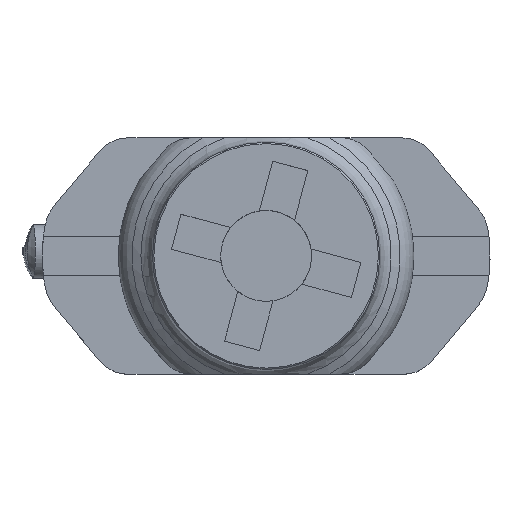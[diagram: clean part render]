
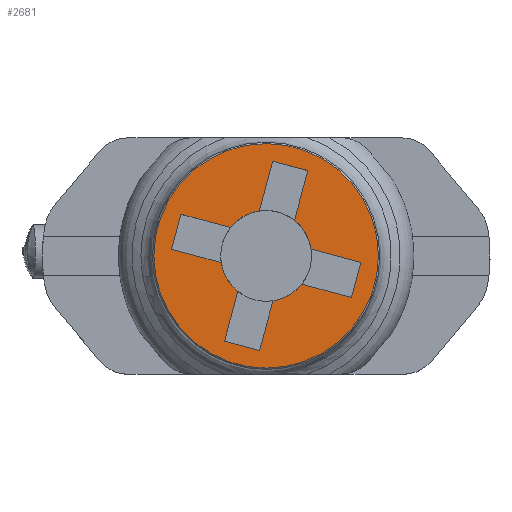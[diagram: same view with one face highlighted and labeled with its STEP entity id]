
A CAD part, top view. The second image highlights one B-rep face of the part: STEP entity #2681.
In plain terms, the highlighted planar face has unit normal (0, 0, 1).
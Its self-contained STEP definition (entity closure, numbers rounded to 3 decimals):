
#380=PLANE('',#8514);
#1111=LINE('',#11832,#1894);
#1114=LINE('',#11838,#1897);
#1118=LINE('',#11847,#1901);
#1123=LINE('',#11859,#1906);
#1124=LINE('',#11861,#1907);
#1129=LINE('',#11873,#1912);
#1134=LINE('',#11896,#1917);
#1135=LINE('',#11898,#1918);
#1136=LINE('',#11900,#1919);
#1137=LINE('',#11902,#1920);
#1138=LINE('',#11903,#1921);
#1139=LINE('',#11905,#1922);
#1894=VECTOR('',#9356,1.);
#1897=VECTOR('',#9361,1.);
#1901=VECTOR('',#9367,1.);
#1906=VECTOR('',#9378,1.);
#1907=VECTOR('',#9381,1.);
#1912=VECTOR('',#9392,1.);
#1917=VECTOR('',#9415,1.);
#1918=VECTOR('',#9416,1.);
#1919=VECTOR('',#9417,1.);
#1920=VECTOR('',#9418,1.);
#1921=VECTOR('',#9419,1.);
#1922=VECTOR('',#9420,1.);
#2681=ADVANCED_FACE('',(#3172,#3173),#380,.T.);
#3172=FACE_BOUND('',#3317,.T.);
#3173=FACE_BOUND('',#3318,.T.);
#3317=EDGE_LOOP('',(#3969,#3970,#3971,#3972,#3973,#3974,#3975,#3976,#3977,
#3978,#3979,#3980,#3981,#3982,#3983,#3984));
#3318=EDGE_LOOP('',(#3985));
#3969=ORIENTED_EDGE('',*,*,#6939,.F.);
#3970=ORIENTED_EDGE('',*,*,#6928,.F.);
#3971=ORIENTED_EDGE('',*,*,#6914,.T.);
#3972=ORIENTED_EDGE('',*,*,#6907,.T.);
#3973=ORIENTED_EDGE('',*,*,#6920,.T.);
#3974=ORIENTED_EDGE('',*,*,#6937,.F.);
#3975=ORIENTED_EDGE('',*,*,#6940,.T.);
#3976=ORIENTED_EDGE('',*,*,#6941,.F.);
#3977=ORIENTED_EDGE('',*,*,#6942,.F.);
#3978=ORIENTED_EDGE('',*,*,#6933,.F.);
#3979=ORIENTED_EDGE('',*,*,#6921,.T.);
#3980=ORIENTED_EDGE('',*,*,#6910,.T.);
#3981=ORIENTED_EDGE('',*,*,#6927,.T.);
#3982=ORIENTED_EDGE('',*,*,#6932,.F.);
#3983=ORIENTED_EDGE('',*,*,#6943,.T.);
#3984=ORIENTED_EDGE('',*,*,#6944,.F.);
#3985=ORIENTED_EDGE('',*,*,#6905,.T.);
#6111=VERTEX_POINT('',#11827);
#6113=VERTEX_POINT('',#11831);
#6114=VERTEX_POINT('',#11833);
#6116=VERTEX_POINT('',#11839);
#6117=VERTEX_POINT('',#11840);
#6120=VERTEX_POINT('',#11848);
#6123=VERTEX_POINT('',#11858);
#6124=VERTEX_POINT('',#11862);
#6127=VERTEX_POINT('',#11872);
#6128=VERTEX_POINT('',#11876);
#6131=VERTEX_POINT('',#11882);
#6132=VERTEX_POINT('',#11885);
#6135=VERTEX_POINT('',#11891);
#6137=VERTEX_POINT('',#11897);
#6138=VERTEX_POINT('',#11899);
#6139=VERTEX_POINT('',#11901);
#6140=VERTEX_POINT('',#11904);
#6905=EDGE_CURVE('',#6111,#6111,#7994,.T.);
#6907=EDGE_CURVE('',#6114,#6113,#1111,.T.);
#6910=EDGE_CURVE('',#6116,#6117,#1114,.T.);
#6914=EDGE_CURVE('',#6120,#6114,#1118,.T.);
#6920=EDGE_CURVE('',#6113,#6123,#1123,.T.);
#6921=EDGE_CURVE('',#6124,#6116,#1124,.T.);
#6927=EDGE_CURVE('',#6117,#6127,#1129,.T.);
#6928=EDGE_CURVE('',#6120,#6128,#7997,.T.);
#6932=EDGE_CURVE('',#6131,#6127,#7999,.T.);
#6933=EDGE_CURVE('',#6124,#6132,#8000,.T.);
#6937=EDGE_CURVE('',#6135,#6123,#8002,.T.);
#6939=EDGE_CURVE('',#6128,#6137,#1134,.T.);
#6940=EDGE_CURVE('',#6135,#6138,#1135,.T.);
#6941=EDGE_CURVE('',#6139,#6138,#1136,.T.);
#6942=EDGE_CURVE('',#6132,#6139,#1137,.T.);
#6943=EDGE_CURVE('',#6131,#6140,#1138,.T.);
#6944=EDGE_CURVE('',#6137,#6140,#1139,.T.);
#7994=CIRCLE('',#8494,49.4);
#7997=CIRCLE('',#8506,20.);
#7999=CIRCLE('',#8508,20.);
#8000=CIRCLE('',#8509,20.);
#8002=CIRCLE('',#8511,20.);
#8494=AXIS2_PLACEMENT_3D('',#11826,#9351,#9352);
#8506=AXIS2_PLACEMENT_3D('',#11875,#9395,#9396);
#8508=AXIS2_PLACEMENT_3D('',#11883,#9401,#9402);
#8509=AXIS2_PLACEMENT_3D('',#11884,#9403,#9404);
#8511=AXIS2_PLACEMENT_3D('',#11892,#9409,#9410);
#8514=AXIS2_PLACEMENT_3D('',#11906,#9421,#9422);
#9351=DIRECTION('',(0.,0.,1.));
#9352=DIRECTION('',(1.,0.,0.));
#9356=DIRECTION('',(0.966,-0.259,0.));
#9361=DIRECTION('',(-0.966,0.259,0.));
#9367=DIRECTION('',(0.259,0.966,0.));
#9378=DIRECTION('',(-0.259,-0.966,0.));
#9381=DIRECTION('',(-0.259,-0.966,0.));
#9392=DIRECTION('',(0.259,0.966,0.));
#9395=DIRECTION('',(0.,0.,1.));
#9396=DIRECTION('',(1.,0.,0.));
#9401=DIRECTION('',(0.,0.,1.));
#9402=DIRECTION('',(1.,0.,0.));
#9403=DIRECTION('',(0.,0.,1.));
#9404=DIRECTION('',(1.,0.,0.));
#9409=DIRECTION('',(0.,0.,1.));
#9410=DIRECTION('',(1.,0.,0.));
#9415=DIRECTION('',(-0.966,0.259,0.));
#9416=DIRECTION('',(0.966,-0.259,0.));
#9417=DIRECTION('',(0.259,0.966,0.));
#9418=DIRECTION('',(0.966,-0.259,0.));
#9419=DIRECTION('',(-0.966,0.259,0.));
#9420=DIRECTION('',(-0.259,-0.966,0.));
#9421=DIRECTION('',(0.,0.,1.));
#9422=DIRECTION('',(1.,0.,0.));
#11826=CARTESIAN_POINT('',(0.,0.,0.));
#11827=CARTESIAN_POINT('',(49.4,0.,0.));
#11831=CARTESIAN_POINT('',(18.339,37.532,0.));
#11832=CARTESIAN_POINT('',(16.48,38.031,0.));
#11833=CARTESIAN_POINT('',(2.884,41.674,0.));
#11838=CARTESIAN_POINT('',(-16.48,-38.031,0.));
#11839=CARTESIAN_POINT('',(-2.884,-41.674,0.));
#11840=CARTESIAN_POINT('',(-18.339,-37.532,0.));
#11847=CARTESIAN_POINT('',(2.367,39.742,0.));
#11848=CARTESIAN_POINT('',(-2.983,19.776,0.));
#11858=CARTESIAN_POINT('',(12.472,15.635,0.));
#11859=CARTESIAN_POINT('',(9.151,3.242,0.));
#11861=CARTESIAN_POINT('',(-2.367,-39.742,0.));
#11862=CARTESIAN_POINT('',(2.983,-19.776,0.));
#11872=CARTESIAN_POINT('',(-12.472,-15.635,0.));
#11873=CARTESIAN_POINT('',(-9.151,-3.242,0.));
#11875=CARTESIAN_POINT('',(0.,0.,0.));
#11876=CARTESIAN_POINT('',(-15.635,12.472,0.));
#11882=CARTESIAN_POINT('',(-19.776,-2.983,0.));
#11883=CARTESIAN_POINT('',(0.,0.,0.));
#11884=CARTESIAN_POINT('',(0.,0.,0.));
#11885=CARTESIAN_POINT('',(15.635,-12.472,0.));
#11891=CARTESIAN_POINT('',(19.776,2.983,0.));
#11892=CARTESIAN_POINT('',(0.,0.,0.));
#11896=CARTESIAN_POINT('',(-44.58,20.227,0.));
#11897=CARTESIAN_POINT('',(-37.532,18.339,0.));
#11898=CARTESIAN_POINT('',(-44.58,20.227,0.));
#11899=CARTESIAN_POINT('',(41.674,-2.884,0.));
#11900=CARTESIAN_POINT('',(36.254,-23.112,0.));
#11901=CARTESIAN_POINT('',(37.532,-18.339,0.));
#11902=CARTESIAN_POINT('',(-48.721,4.773,0.));
#11903=CARTESIAN_POINT('',(-48.721,4.773,0.));
#11904=CARTESIAN_POINT('',(-41.674,2.884,0.));
#11905=CARTESIAN_POINT('',(-42.952,-1.888,0.));
#11906=CARTESIAN_POINT('',(-50.,0.,0.));
